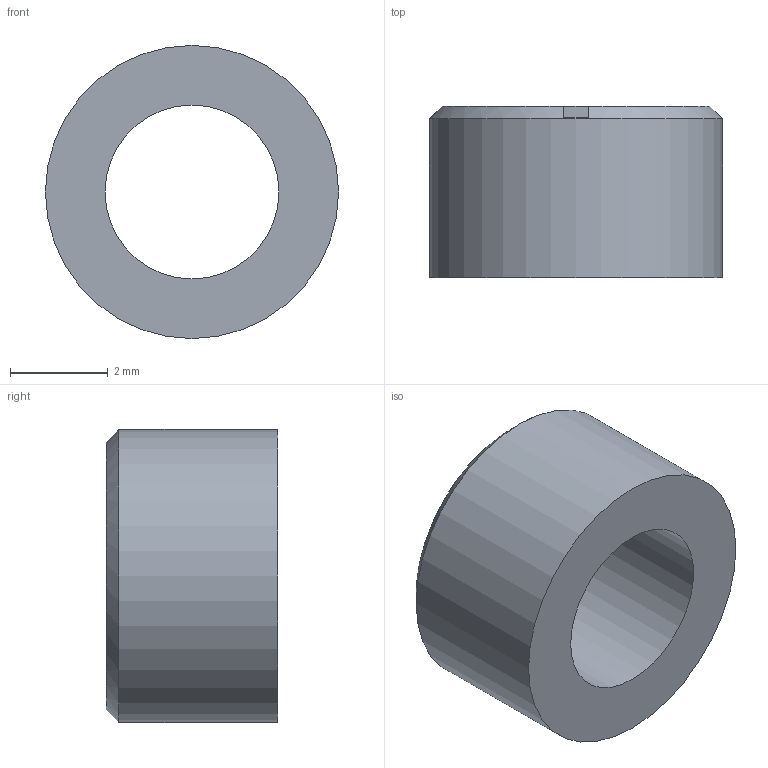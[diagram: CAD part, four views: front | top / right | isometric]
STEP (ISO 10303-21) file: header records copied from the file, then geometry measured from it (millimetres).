
FILE_DESCRIPTION(/* description */ ('B Series - Body for Toggle-'),/* implementation_level */ '2;1');
FILE_NAME(/* name */ 'B12APbtoggl.ipt.step',/* time_stamp */ '2014-01-07T11:04:45-08:00',/* author */ ('Cadenas PARTsolutions'),/* organization */ ('NKKSWITCHES'),/* preprocessor_version */ 'ST-DEVELOPER v15.2',/* originating_system */ 'Autodesk Inventor 2014',/* authorisation */ '');
FILE_SCHEMA (('AUTOMOTIVE_DESIGN { 1 0 10303 214 3 1 1 }'));
Length unit declared in the file: inch
Products named in the file (1): B12APbtoggl
Bounding box: 5.99 x 3.51 x 5.99 mm (x, y, z)
Volume: 63.5 mm3; surface area: 139.1 mm2
Topology: 1 solids, 1 shells, 9 faces, 20 edges, 13 vertices
Faces by surface type: plane 6, cylinder 2, cone 1
Full cylindrical faces by diameter (mm): 3.556 x1, 5.994 x1
Entity records: 253 total; most frequent: CARTESIAN_POINT 42, DIRECTION 40, ORIENTED_EDGE 32, EDGE_CURVE 16, AXIS2_PLACEMENT_3D 16, EDGE_LOOP 14, VERTEX_POINT 12, FACE_OUTER_BOUND 9
